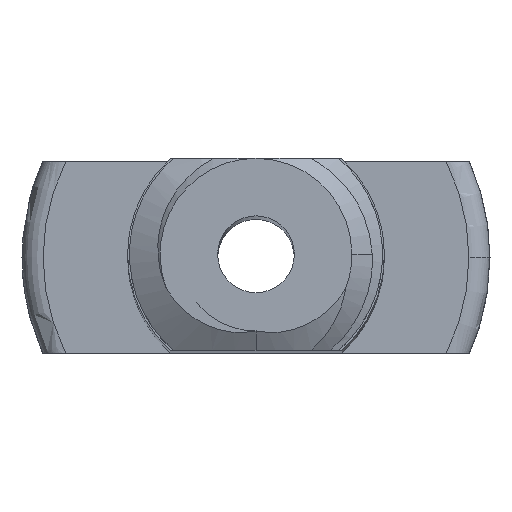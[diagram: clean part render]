
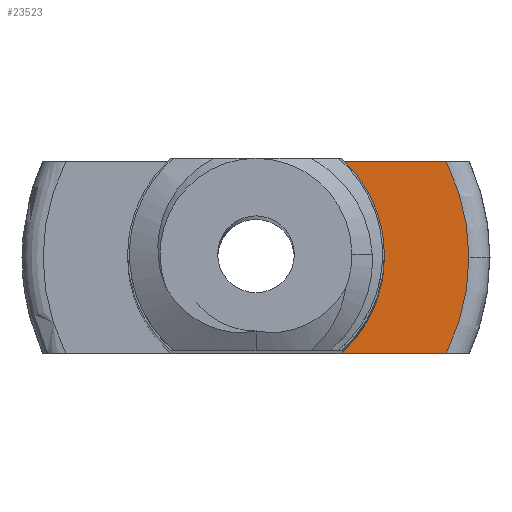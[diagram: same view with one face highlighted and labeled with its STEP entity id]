
A CAD part, top view. The second image highlights one B-rep face of the part: STEP entity #23523.
In plain terms, the highlighted planar face has unit normal (0, 0, 1).
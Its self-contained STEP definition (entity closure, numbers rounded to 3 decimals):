
#5537 = PLANE('',#5538);
#5538 = AXIS2_PLACEMENT_3D('',#5539,#5540,#5541);
#5539 = CARTESIAN_POINT('',(-12.5,-2.5,200.));
#5540 = DIRECTION('',(0.,1.,0.));
#5541 = DIRECTION('',(-1.,0.,0.));
#6326 = PLANE('',#6327);
#6327 = AXIS2_PLACEMENT_3D('',#6328,#6329,#6330);
#6328 = CARTESIAN_POINT('',(-12.5,2.5,200.));
#6329 = DIRECTION('',(0.,-1.,0.));
#6330 = DIRECTION('',(1.,0.,0.));
#8677 = VERTEX_POINT('',#8678);
#8678 = CARTESIAN_POINT('',(4.955,-2.5,0.));
#8730 = TOROIDAL_SURFACE('',#8731,5.55,0.55);
#8731 = AXIS2_PLACEMENT_3D('',#8732,#8733,#8734);
#8732 = CARTESIAN_POINT('',(0.,0.,-0.55)
  );
#8733 = DIRECTION('',(0.,0.,1.));
#8734 = DIRECTION('',(1.,0.,0.));
#8761 = EDGE_CURVE('',#8762,#8677,#8764,.T.);
#8762 = VERTEX_POINT('',#8763);
#8763 = CARTESIAN_POINT('',(2.23,-2.5,0.));
#8764 = SURFACE_CURVE('',#8765,(#8769,#8776),.PCURVE_S1.);
#8765 = LINE('',#8766,#8767);
#8766 = CARTESIAN_POINT('',(-6.25,-2.5,0.));
#8767 = VECTOR('',#8768,1.);
#8768 = DIRECTION('',(1.,0.,0.));
#8769 = PCURVE('',#5537,#8770);
#8770 = DEFINITIONAL_REPRESENTATION('',(#8771),#8775);
#8771 = LINE('',#8772,#8773);
#8772 = CARTESIAN_POINT('',(-6.25,-200.));
#8773 = VECTOR('',#8774,1.);
#8774 = DIRECTION('',(-1.,0.));
#8775 = ( GEOMETRIC_REPRESENTATION_CONTEXT(2) 
PARAMETRIC_REPRESENTATION_CONTEXT() REPRESENTATION_CONTEXT('2D SPACE',''
  ) );
#8776 = PCURVE('',#8777,#8782);
#8777 = PLANE('',#8778);
#8778 = AXIS2_PLACEMENT_3D('',#8779,#8780,#8781);
#8779 = CARTESIAN_POINT('',(0.,0.,
    0.));
#8780 = DIRECTION('',(0.,0.,-1.));
#8781 = DIRECTION('',(1.,0.,0.));
#8782 = DEFINITIONAL_REPRESENTATION('',(#8783),#8787);
#8783 = LINE('',#8784,#8785);
#8784 = CARTESIAN_POINT('',(-6.25,2.5));
#8785 = VECTOR('',#8786,1.);
#8786 = DIRECTION('',(1.,0.));
#8787 = ( GEOMETRIC_REPRESENTATION_CONTEXT(2) 
PARAMETRIC_REPRESENTATION_CONTEXT() REPRESENTATION_CONTEXT('2D SPACE',''
  ) );
#8805 = CYLINDRICAL_SURFACE('',#8806,3.35);
#8806 = AXIS2_PLACEMENT_3D('',#8807,#8808,#8809);
#8807 = CARTESIAN_POINT('',(0.,0.,42.35
    ));
#8808 = DIRECTION('',(0.,0.,-1.));
#8809 = DIRECTION('',(1.,0.,0.));
#20707 = TOROIDAL_SURFACE('',#20708,5.55,0.55);
#20708 = AXIS2_PLACEMENT_3D('',#20709,#20710,#20711);
#20709 = CARTESIAN_POINT('',(0.,0.,-0.55
    ));
#20710 = DIRECTION('',(0.,0.,1.));
#20711 = DIRECTION('',(1.,0.,0.));
#22550 = VERTEX_POINT('',#22551);
#22551 = CARTESIAN_POINT('',(4.955,2.5,0.));
#22629 = EDGE_CURVE('',#22630,#22550,#22632,.T.);
#22630 = VERTEX_POINT('',#22631);
#22631 = CARTESIAN_POINT('',(2.23,2.5,0.));
#22632 = SURFACE_CURVE('',#22633,(#22637,#22644),.PCURVE_S1.);
#22633 = LINE('',#22634,#22635);
#22634 = CARTESIAN_POINT('',(-6.25,2.5,0.));
#22635 = VECTOR('',#22636,1.);
#22636 = DIRECTION('',(1.,0.,0.));
#22637 = PCURVE('',#6326,#22638);
#22638 = DEFINITIONAL_REPRESENTATION('',(#22639),#22643);
#22639 = LINE('',#22640,#22641);
#22640 = CARTESIAN_POINT('',(6.25,-200.));
#22641 = VECTOR('',#22642,1.);
#22642 = DIRECTION('',(1.,0.));
#22643 = ( GEOMETRIC_REPRESENTATION_CONTEXT(2) 
PARAMETRIC_REPRESENTATION_CONTEXT() REPRESENTATION_CONTEXT('2D SPACE',''
  ) );
#22644 = PCURVE('',#8777,#22645);
#22645 = DEFINITIONAL_REPRESENTATION('',(#22646),#22650);
#22646 = LINE('',#22647,#22648);
#22647 = CARTESIAN_POINT('',(-6.25,-2.5));
#22648 = VECTOR('',#22649,1.);
#22649 = DIRECTION('',(1.,0.));
#22650 = ( GEOMETRIC_REPRESENTATION_CONTEXT(2) 
PARAMETRIC_REPRESENTATION_CONTEXT() REPRESENTATION_CONTEXT('2D SPACE',''
  ) );
#22666 = CYLINDRICAL_SURFACE('',#22667,3.35);
#22667 = AXIS2_PLACEMENT_3D('',#22668,#22669,#22670);
#22668 = CARTESIAN_POINT('',(0.,0.,
    42.35));
#22669 = DIRECTION('',(0.,0.,-1.));
#22670 = DIRECTION('',(1.,0.,0.));
#23450 = VERTEX_POINT('',#23451);
#23451 = CARTESIAN_POINT('',(3.35,0.,0.
    ));
#23474 = EDGE_CURVE('',#23450,#8762,#23475,.T.);
#23475 = SURFACE_CURVE('',#23476,(#23481,#23488),.PCURVE_S1.);
#23476 = CIRCLE('',#23477,3.35);
#23477 = AXIS2_PLACEMENT_3D('',#23478,#23479,#23480);
#23478 = CARTESIAN_POINT('',(0.,0.,
    0.));
#23479 = DIRECTION('',(0.,0.,-1.));
#23480 = DIRECTION('',(1.,0.,0.));
#23481 = PCURVE('',#8805,#23482);
#23482 = DEFINITIONAL_REPRESENTATION('',(#23483),#23487);
#23483 = LINE('',#23484,#23485);
#23484 = CARTESIAN_POINT('',(0.,42.35));
#23485 = VECTOR('',#23486,1.);
#23486 = DIRECTION('',(1.,0.));
#23487 = ( GEOMETRIC_REPRESENTATION_CONTEXT(2) 
PARAMETRIC_REPRESENTATION_CONTEXT() REPRESENTATION_CONTEXT('2D SPACE',''
  ) );
#23488 = PCURVE('',#8777,#23489);
#23489 = DEFINITIONAL_REPRESENTATION('',(#23490),#23494);
#23490 = CIRCLE('',#23491,3.35);
#23491 = AXIS2_PLACEMENT_2D('',#23492,#23493);
#23492 = CARTESIAN_POINT('',(0.,0.));
#23493 = DIRECTION('',(1.,0.));
#23494 = ( GEOMETRIC_REPRESENTATION_CONTEXT(2) 
PARAMETRIC_REPRESENTATION_CONTEXT() REPRESENTATION_CONTEXT('2D SPACE',''
  ) );
#23523 = ADVANCED_FACE('',(#23524),#8777,.F.);
#23524 = FACE_BOUND('',#23525,.T.);
#23525 = EDGE_LOOP('',(#23526,#23527,#23549,#23550,#23551,#23575));
#23526 = ORIENTED_EDGE('',*,*,#22629,.F.);
#23527 = ORIENTED_EDGE('',*,*,#23528,.T.);
#23528 = EDGE_CURVE('',#22630,#23450,#23529,.T.);
#23529 = SURFACE_CURVE('',#23530,(#23535,#23542),.PCURVE_S1.);
#23530 = CIRCLE('',#23531,3.35);
#23531 = AXIS2_PLACEMENT_3D('',#23532,#23533,#23534);
#23532 = CARTESIAN_POINT('',(0.,0.,
    0.));
#23533 = DIRECTION('',(0.,0.,-1.));
#23534 = DIRECTION('',(1.,0.,0.));
#23535 = PCURVE('',#8777,#23536);
#23536 = DEFINITIONAL_REPRESENTATION('',(#23537),#23541);
#23537 = CIRCLE('',#23538,3.35);
#23538 = AXIS2_PLACEMENT_2D('',#23539,#23540);
#23539 = CARTESIAN_POINT('',(0.,0.));
#23540 = DIRECTION('',(1.,0.));
#23541 = ( GEOMETRIC_REPRESENTATION_CONTEXT(2) 
PARAMETRIC_REPRESENTATION_CONTEXT() REPRESENTATION_CONTEXT('2D SPACE',''
  ) );
#23542 = PCURVE('',#22666,#23543);
#23543 = DEFINITIONAL_REPRESENTATION('',(#23544),#23548);
#23544 = LINE('',#23545,#23546);
#23545 = CARTESIAN_POINT('',(0.,42.35));
#23546 = VECTOR('',#23547,1.);
#23547 = DIRECTION('',(1.,0.));
#23548 = ( GEOMETRIC_REPRESENTATION_CONTEXT(2) 
PARAMETRIC_REPRESENTATION_CONTEXT() REPRESENTATION_CONTEXT('2D SPACE',''
  ) );
#23549 = ORIENTED_EDGE('',*,*,#23474,.T.);
#23550 = ORIENTED_EDGE('',*,*,#8761,.T.);
#23551 = ORIENTED_EDGE('',*,*,#23552,.F.);
#23552 = EDGE_CURVE('',#23553,#8677,#23555,.T.);
#23553 = VERTEX_POINT('',#23554);
#23554 = CARTESIAN_POINT('',(5.55,0.,0.
    ));
#23555 = SURFACE_CURVE('',#23556,(#23561,#23568),.PCURVE_S1.);
#23556 = CIRCLE('',#23557,5.55);
#23557 = AXIS2_PLACEMENT_3D('',#23558,#23559,#23560);
#23558 = CARTESIAN_POINT('',(0.,0.,
    0.));
#23559 = DIRECTION('',(0.,0.,-1.));
#23560 = DIRECTION('',(1.,0.,0.));
#23561 = PCURVE('',#8777,#23562);
#23562 = DEFINITIONAL_REPRESENTATION('',(#23563),#23567);
#23563 = CIRCLE('',#23564,5.55);
#23564 = AXIS2_PLACEMENT_2D('',#23565,#23566);
#23565 = CARTESIAN_POINT('',(0.,0.));
#23566 = DIRECTION('',(1.,0.));
#23567 = ( GEOMETRIC_REPRESENTATION_CONTEXT(2) 
PARAMETRIC_REPRESENTATION_CONTEXT() REPRESENTATION_CONTEXT('2D SPACE',''
  ) );
#23568 = PCURVE('',#8730,#23569);
#23569 = DEFINITIONAL_REPRESENTATION('',(#23570),#23574);
#23570 = LINE('',#23571,#23572);
#23571 = CARTESIAN_POINT('',(-0.,7.854));
#23572 = VECTOR('',#23573,1.);
#23573 = DIRECTION('',(-1.,0.));
#23574 = ( GEOMETRIC_REPRESENTATION_CONTEXT(2) 
PARAMETRIC_REPRESENTATION_CONTEXT() REPRESENTATION_CONTEXT('2D SPACE',''
  ) );
#23575 = ORIENTED_EDGE('',*,*,#23576,.F.);
#23576 = EDGE_CURVE('',#22550,#23553,#23577,.T.);
#23577 = SURFACE_CURVE('',#23578,(#23583,#23590),.PCURVE_S1.);
#23578 = CIRCLE('',#23579,5.55);
#23579 = AXIS2_PLACEMENT_3D('',#23580,#23581,#23582);
#23580 = CARTESIAN_POINT('',(0.,0.,
    0.));
#23581 = DIRECTION('',(0.,0.,-1.));
#23582 = DIRECTION('',(1.,0.,0.));
#23583 = PCURVE('',#8777,#23584);
#23584 = DEFINITIONAL_REPRESENTATION('',(#23585),#23589);
#23585 = CIRCLE('',#23586,5.55);
#23586 = AXIS2_PLACEMENT_2D('',#23587,#23588);
#23587 = CARTESIAN_POINT('',(0.,0.));
#23588 = DIRECTION('',(1.,0.));
#23589 = ( GEOMETRIC_REPRESENTATION_CONTEXT(2) 
PARAMETRIC_REPRESENTATION_CONTEXT() REPRESENTATION_CONTEXT('2D SPACE',''
  ) );
#23590 = PCURVE('',#20707,#23591);
#23591 = DEFINITIONAL_REPRESENTATION('',(#23592),#23596);
#23592 = LINE('',#23593,#23594);
#23593 = CARTESIAN_POINT('',(-0.,7.854));
#23594 = VECTOR('',#23595,1.);
#23595 = DIRECTION('',(-1.,0.));
#23596 = ( GEOMETRIC_REPRESENTATION_CONTEXT(2) 
PARAMETRIC_REPRESENTATION_CONTEXT() REPRESENTATION_CONTEXT('2D SPACE',''
  ) );
